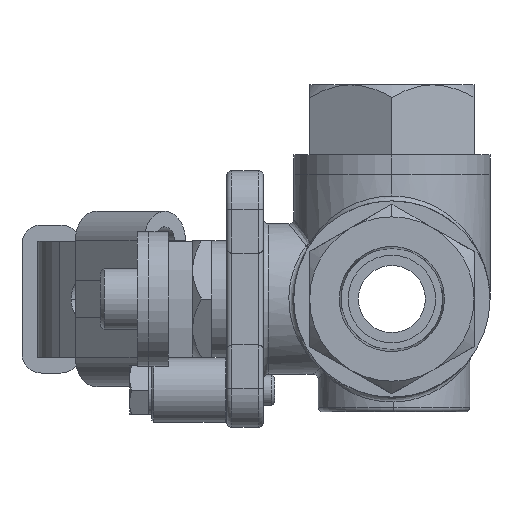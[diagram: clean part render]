
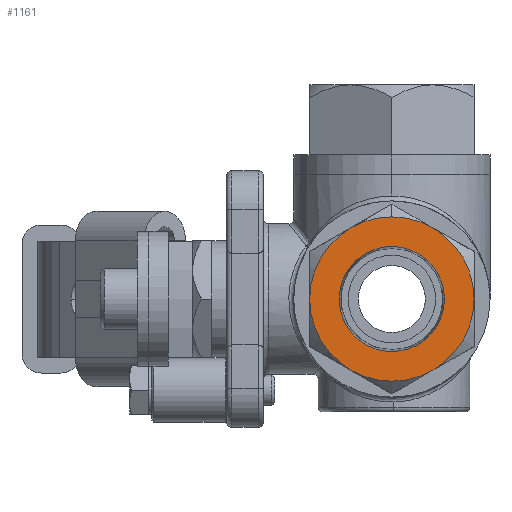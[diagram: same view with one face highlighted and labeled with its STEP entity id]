
A CAD part, left-side view. The second image highlights one B-rep face of the part: STEP entity #1161.
In plain terms, the highlighted planar face has unit normal (-1, 0, 0).
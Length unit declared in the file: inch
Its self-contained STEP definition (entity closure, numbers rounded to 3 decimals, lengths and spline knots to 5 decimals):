
#46 = DIRECTION ( 'NONE',  ( -1., 0., 0. ) ) ;
#81 = VERTEX_POINT ( 'NONE', #4721 ) ;
#209 = DIRECTION ( 'NONE',  ( 0., 0., 1. ) ) ;
#659 = EDGE_CURVE ( 'NONE', #13306, #8970, #4229, .T. ) ;
#668 = AXIS2_PLACEMENT_3D ( 'NONE', #11792, #13155, #15279 ) ;
#818 = AXIS2_PLACEMENT_3D ( 'NONE', #2937, #46, #6530 ) ;
#1031 = CARTESIAN_POINT ( 'NONE',  ( -1.375, 0., 0.33751 ) ) ;
#1161 = ADVANCED_FACE ( 'NONE', ( #16049, #14785 ), #2239, .T. ) ;
#1262 = CARTESIAN_POINT ( 'NONE',  ( -1.375, 0., 0. ) ) ;
#1463 = CARTESIAN_POINT ( 'NONE',  ( -1.375, 0., 0. ) ) ;
#2239 = PLANE ( 'NONE',  #16332 ) ;
#2503 = VERTEX_POINT ( 'NONE', #8262 ) ;
#2590 = EDGE_LOOP ( 'NONE', ( #4782, #12684, #12431, #12669, #4962, #6788, #5776 ) ) ;
#2769 = VERTEX_POINT ( 'NONE', #1031 ) ;
#2937 = CARTESIAN_POINT ( 'NONE',  ( -1.375, 0., 0. ) ) ;
#2957 = EDGE_CURVE ( 'NONE', #8053, #81, #12846, .T. ) ;
#3126 = CARTESIAN_POINT ( 'NONE',  ( -1.375, 0., 0. ) ) ;
#3300 = VERTEX_POINT ( 'NONE', #14985 ) ;
#3356 = VERTEX_POINT ( 'NONE', #13234 ) ;
#3358 = ORIENTED_EDGE ( 'NONE', *, *, #10836, .F. ) ;
#3862 = DIRECTION ( 'NONE',  ( 0., 0., 1. ) ) ;
#4229 = CIRCLE ( 'NONE', #13623, 0.5275 ) ;
#4298 = DIRECTION ( 'NONE',  ( -1., 0., 0. ) ) ;
#4562 = AXIS2_PLACEMENT_3D ( 'NONE', #11240, #9796, #15007 ) ;
#4601 = CIRCLE ( 'NONE', #16413, 0.5275 ) ;
#4644 = CIRCLE ( 'NONE', #6240, 0.33751 ) ;
#4721 = CARTESIAN_POINT ( 'NONE',  ( -1.375, 0., 0.5275 ) ) ;
#4782 = ORIENTED_EDGE ( 'NONE', *, *, #2957, .T. ) ;
#4910 = EDGE_CURVE ( 'NONE', #2503, #3300, #4601, .T. ) ;
#4962 = ORIENTED_EDGE ( 'NONE', *, *, #4910, .T. ) ;
#5099 = CIRCLE ( 'NONE', #4562, 0.5275 ) ;
#5390 = CARTESIAN_POINT ( 'NONE',  ( -1.375, 0., 0. ) ) ;
#5459 = AXIS2_PLACEMENT_3D ( 'NONE', #5390, #7645, #6622 ) ;
#5596 = DIRECTION ( 'NONE',  ( 0., 0., 1. ) ) ;
#5776 = ORIENTED_EDGE ( 'NONE', *, *, #11162, .T. ) ;
#5969 = CARTESIAN_POINT ( 'NONE',  ( -1.375, 0., 0. ) ) ;
#6240 = AXIS2_PLACEMENT_3D ( 'NONE', #5969, #9804, #11093 ) ;
#6305 = EDGE_CURVE ( 'NONE', #3300, #6771, #15553, .T. ) ;
#6354 = DIRECTION ( 'NONE',  ( -1., 0., 0. ) ) ;
#6477 = EDGE_CURVE ( 'NONE', #8970, #2503, #5099, .T. ) ;
#6530 = DIRECTION ( 'NONE',  ( 0., 0., 1. ) ) ;
#6622 = DIRECTION ( 'NONE',  ( 0., 0., 1. ) ) ;
#6771 = VERTEX_POINT ( 'NONE', #9207 ) ;
#6788 = ORIENTED_EDGE ( 'NONE', *, *, #6305, .T. ) ;
#7062 = CIRCLE ( 'NONE', #668, 0.5275 ) ;
#7645 = DIRECTION ( 'NONE',  ( -1., 0., 0. ) ) ;
#8029 = CIRCLE ( 'NONE', #818, 0.5275 ) ;
#8053 = VERTEX_POINT ( 'NONE', #10042 ) ;
#8262 = CARTESIAN_POINT ( 'NONE',  ( -1.375, 0.26375, -0.45683 ) ) ;
#8545 = AXIS2_PLACEMENT_3D ( 'NONE', #1262, #6354, #3862 ) ;
#8970 = VERTEX_POINT ( 'NONE', #15902 ) ;
#8991 = DIRECTION ( 'NONE',  ( -1., 0., 0. ) ) ;
#9207 = CARTESIAN_POINT ( 'NONE',  ( -1.375, -0.5275, 0. ) ) ;
#9630 = CARTESIAN_POINT ( 'NONE',  ( -1.375, 0., 0. ) ) ;
#9796 = DIRECTION ( 'NONE',  ( -1., 0., 0. ) ) ;
#9804 = DIRECTION ( 'NONE',  ( -1., 0., 0. ) ) ;
#9912 = AXIS2_PLACEMENT_3D ( 'NONE', #1463, #8991, #209 ) ;
#9985 = CARTESIAN_POINT ( 'NONE',  ( -1.375, 0., 0.6091 ) ) ;
#10042 = CARTESIAN_POINT ( 'NONE',  ( -1.375, -0.26375, 0.45683 ) ) ;
#10055 = EDGE_LOOP ( 'NONE', ( #14763, #3358 ) ) ;
#10152 = DIRECTION ( 'NONE',  ( 0., 0., 1. ) ) ;
#10382 = EDGE_CURVE ( 'NONE', #2769, #3356, #4644, .T. ) ;
#10836 = EDGE_CURVE ( 'NONE', #3356, #2769, #13248, .T. ) ;
#11093 = DIRECTION ( 'NONE',  ( 0., 0., 1. ) ) ;
#11162 = EDGE_CURVE ( 'NONE', #6771, #8053, #7062, .T. ) ;
#11240 = CARTESIAN_POINT ( 'NONE',  ( -1.375, 0., 0. ) ) ;
#11792 = CARTESIAN_POINT ( 'NONE',  ( -1.375, 0., 0. ) ) ;
#12431 = ORIENTED_EDGE ( 'NONE', *, *, #659, .T. ) ;
#12669 = ORIENTED_EDGE ( 'NONE', *, *, #6477, .T. ) ;
#12684 = ORIENTED_EDGE ( 'NONE', *, *, #15328, .T. ) ;
#12846 = CIRCLE ( 'NONE', #8545, 0.5275 ) ;
#13155 = DIRECTION ( 'NONE',  ( -1., 0., 0. ) ) ;
#13234 = CARTESIAN_POINT ( 'NONE',  ( -1.375, 0., -0.33751 ) ) ;
#13248 = CIRCLE ( 'NONE', #5459, 0.33751 ) ;
#13306 = VERTEX_POINT ( 'NONE', #13709 ) ;
#13497 = DIRECTION ( 'NONE',  ( -1., 0., 0. ) ) ;
#13623 = AXIS2_PLACEMENT_3D ( 'NONE', #9630, #13497, #5596 ) ;
#13709 = CARTESIAN_POINT ( 'NONE',  ( -1.375, 0.26375, 0.45683 ) ) ;
#14763 = ORIENTED_EDGE ( 'NONE', *, *, #10382, .F. ) ;
#14785 = FACE_OUTER_BOUND ( 'NONE', #2590, .T. ) ;
#14985 = CARTESIAN_POINT ( 'NONE',  ( -1.375, -0.26375, -0.45683 ) ) ;
#15007 = DIRECTION ( 'NONE',  ( 0., 0., 1. ) ) ;
#15109 = DIRECTION ( 'NONE',  ( -1., 0., 0. ) ) ;
#15279 = DIRECTION ( 'NONE',  ( 0., 0., 1. ) ) ;
#15328 = EDGE_CURVE ( 'NONE', #81, #13306, #8029, .T. ) ;
#15553 = CIRCLE ( 'NONE', #9912, 0.5275 ) ;
#15890 = DIRECTION ( 'NONE',  ( 0., 0., 1. ) ) ;
#15902 = CARTESIAN_POINT ( 'NONE',  ( -1.375, 0.5275, 0. ) ) ;
#16049 = FACE_BOUND ( 'NONE', #10055, .T. ) ;
#16332 = AXIS2_PLACEMENT_3D ( 'NONE', #9985, #15109, #10152 ) ;
#16413 = AXIS2_PLACEMENT_3D ( 'NONE', #3126, #4298, #15890 ) ;
